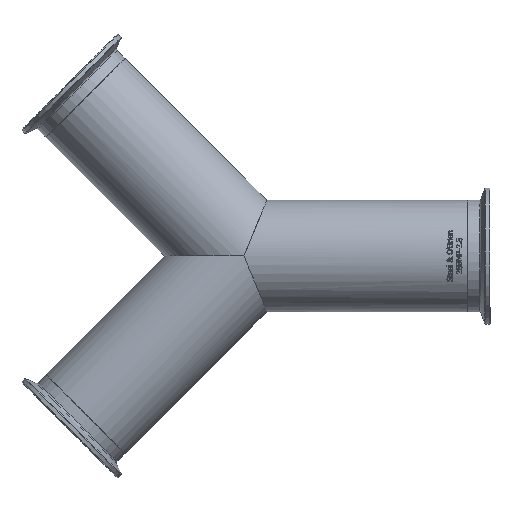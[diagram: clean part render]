
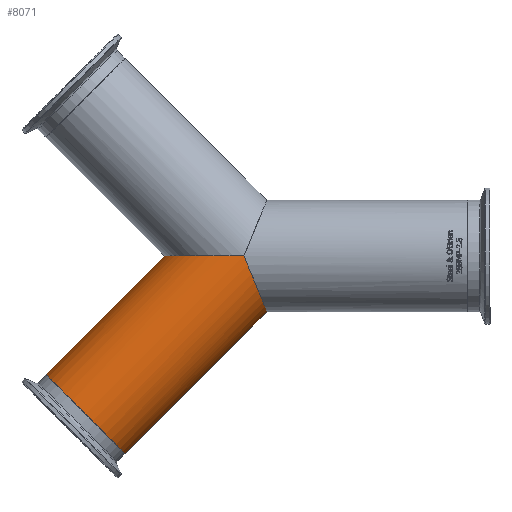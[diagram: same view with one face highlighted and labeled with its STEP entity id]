
A CAD part, top view. The second image highlights one B-rep face of the part: STEP entity #8071.
In plain terms, the highlighted cylindrical face has radius 31.75 mm (diameter 63.5 mm), a full revolution.
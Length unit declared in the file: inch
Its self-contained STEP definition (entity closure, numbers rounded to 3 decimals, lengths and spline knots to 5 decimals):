
#70=ELLIPSE('',#8659,1.76809,1.25);
#71=ELLIPSE('',#8660,1.35289,1.25);
#906=FACE_OUTER_BOUND('',#1390,.T.);
#1390=EDGE_LOOP('',(#7465,#7466,#7467,#7468,#7469));
#1656=CIRCLE('',#8587,1.25);
#2191=LINE('',#18273,#2674);
#2674=VECTOR('',#10273,1.25);
#3742=VERTEX_POINT('',#17886);
#3743=VERTEX_POINT('',#17888);
#3836=VERTEX_POINT('',#18149);
#5019=EDGE_CURVE('',#3836,#3836,#1656,.T.);
#5079=EDGE_CURVE('',#3836,#3742,#2191,.T.);
#5080=EDGE_CURVE('',#3743,#3742,#70,.T.);
#5081=EDGE_CURVE('',#3742,#3743,#71,.T.);
#7465=ORIENTED_EDGE('',*,*,#5019,.T.);
#7466=ORIENTED_EDGE('',*,*,#5079,.T.);
#7467=ORIENTED_EDGE('',*,*,#5080,.F.);
#7468=ORIENTED_EDGE('',*,*,#5081,.F.);
#7469=ORIENTED_EDGE('',*,*,#5079,.F.);
#7569=CYLINDRICAL_SURFACE('',#8658,1.25);
#8071=ADVANCED_FACE('',(#906),#7569,.T.);
#8587=AXIS2_PLACEMENT_3D('',#18150,#10123,#10124);
#8658=AXIS2_PLACEMENT_3D('',#18272,#10271,#10272);
#8659=AXIS2_PLACEMENT_3D('',#18274,#10274,#10275);
#8660=AXIS2_PLACEMENT_3D('',#18275,#10276,#10277);
#10123=DIRECTION('center_axis',(0.707,0.707,0.));
#10124=DIRECTION('ref_axis',(0.,0.,
-1.));
#10271=DIRECTION('center_axis',(-0.707,-0.707,0.));
#10272=DIRECTION('ref_axis',(0.,0.,
-1.));
#10273=DIRECTION('',(0.707,0.707,0.));
#10274=DIRECTION('center_axis',(0.,1.,0.));
#10275=DIRECTION('ref_axis',(1.,0.,0.));
#10276=DIRECTION('center_axis',(0.924,0.383,0.));
#10277=DIRECTION('ref_axis',(0.383,-0.924,0.));
#17886=CARTESIAN_POINT('',(0.,0.,1.25));
#17888=CARTESIAN_POINT('',(0.,0.,-1.25));
#18149=CARTESIAN_POINT('',(-3.53618,-3.53489,1.25));
#18150=CARTESIAN_POINT('Origin',(-3.53618,-3.53489,0.));
#18272=CARTESIAN_POINT('Origin',(0.,0.,
0.));
#18273=CARTESIAN_POINT('',(0.,0.,1.25));
#18274=CARTESIAN_POINT('Origin',(0.,0.,
0.));
#18275=CARTESIAN_POINT('Origin',(0.,0.,
0.));
